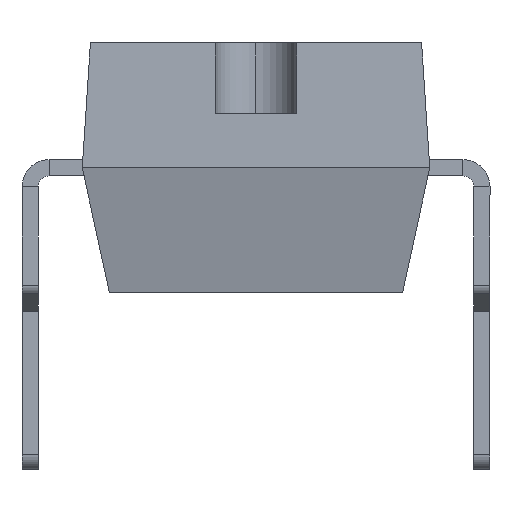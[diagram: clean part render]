
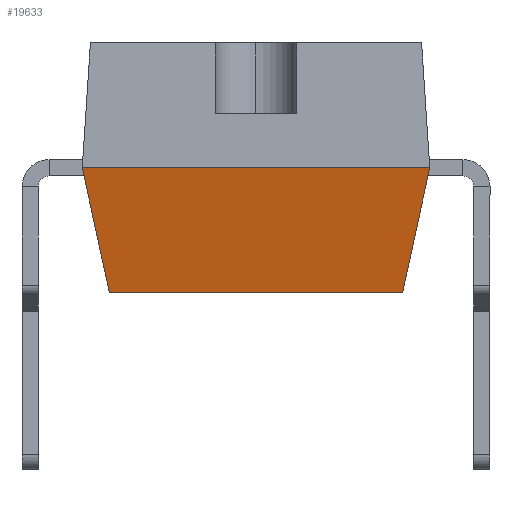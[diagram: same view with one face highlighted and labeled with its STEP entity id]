
A CAD part, left-side view. The second image highlights one B-rep face of the part: STEP entity #19633.
In plain terms, the highlighted planar face has unit normal (-0.977, 0, -0.212).
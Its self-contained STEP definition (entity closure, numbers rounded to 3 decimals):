
#61 = ORIENTED_EDGE ( 'NONE', *, *, #19436, .T. ) ;
#64 = LINE ( 'NONE', #15067, #6210 ) ;
#375 = EDGE_CURVE ( 'NONE', #783, #15666, #13828, .T. ) ;
#455 = PLANE ( 'NONE',  #10744 ) ;
#783 = VERTEX_POINT ( 'NONE', #18246 ) ;
#1335 = LINE ( 'NONE', #17584, #22653 ) ;
#2345 = DIRECTION ( 'NONE',  ( 0.212, 0., -0.977 ) ) ;
#2717 = VECTOR ( 'NONE', #14290, 1000. ) ;
#6013 = FACE_OUTER_BOUND ( 'NONE', #6037, .T. ) ;
#6037 = EDGE_LOOP ( 'NONE', ( #61, #13583, #18614, #19655 ) ) ;
#6210 = VECTOR ( 'NONE', #7270, 1000. ) ;
#7270 = DIRECTION ( 'NONE',  ( -0.208, -0.208, 0.956 ) ) ;
#10744 = AXIS2_PLACEMENT_3D ( 'NONE', #18475, #20248, #2345 ) ;
#13583 = ORIENTED_EDGE ( 'NONE', *, *, #17446, .F. ) ;
#13828 = LINE ( 'NONE', #19369, #2717 ) ;
#14290 = DIRECTION ( 'NONE',  ( 0., -1., 0. ) ) ;
#14651 = LINE ( 'NONE', #18287, #20921 ) ;
#15067 = CARTESIAN_POINT ( 'NONE',  ( -9.1, -2.7, -2.3 ) ) ;
#15179 = EDGE_CURVE ( 'NONE', #783, #18869, #1335, .T. ) ;
#15666 = VERTEX_POINT ( 'NONE', #21872 ) ;
#17446 = EDGE_CURVE ( 'NONE', #18869, #19027, #14651, .T. ) ;
#17584 = CARTESIAN_POINT ( 'NONE',  ( -9.1, 2.7, -2.3 ) ) ;
#18246 = CARTESIAN_POINT ( 'NONE',  ( -9.1, 2.7, -2.3 ) ) ;
#18287 = CARTESIAN_POINT ( 'NONE',  ( -9.6, 3.2, 0. ) ) ;
#18475 = CARTESIAN_POINT ( 'NONE',  ( -9.167, 0., -1.993 ) ) ;
#18614 = ORIENTED_EDGE ( 'NONE', *, *, #15179, .F. ) ;
#18869 = VERTEX_POINT ( 'NONE', #22003 ) ;
#19027 = VERTEX_POINT ( 'NONE', #20828 ) ;
#19129 = DIRECTION ( 'NONE',  ( -0.208, 0.208, 0.956 ) ) ;
#19369 = CARTESIAN_POINT ( 'NONE',  ( -9.1, 2.7, -2.3 ) ) ;
#19436 = EDGE_CURVE ( 'NONE', #15666, #19027, #64, .T. ) ;
#19633 = ADVANCED_FACE ( 'NONE', ( #6013 ), #455, .F. ) ;
#19655 = ORIENTED_EDGE ( 'NONE', *, *, #375, .T. ) ;
#20248 = DIRECTION ( 'NONE',  ( 0.977, 0., 0.212 ) ) ;
#20828 = CARTESIAN_POINT ( 'NONE',  ( -9.6, -3.2, 0. ) ) ;
#20921 = VECTOR ( 'NONE', #21834, 1000. ) ;
#21834 = DIRECTION ( 'NONE',  ( 0., -1., 0. ) ) ;
#21872 = CARTESIAN_POINT ( 'NONE',  ( -9.1, -2.7, -2.3 ) ) ;
#22003 = CARTESIAN_POINT ( 'NONE',  ( -9.6, 3.2, 0. ) ) ;
#22653 = VECTOR ( 'NONE', #19129, 1000. ) ;
